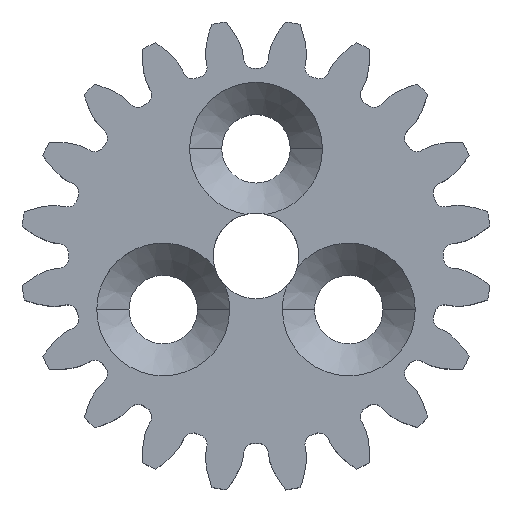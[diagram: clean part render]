
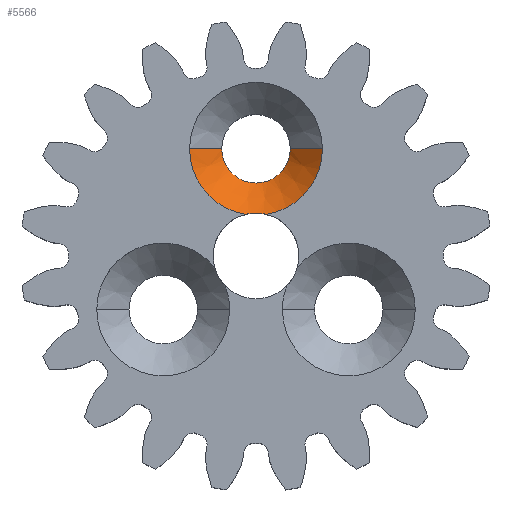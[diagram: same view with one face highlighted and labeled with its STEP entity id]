
A CAD part, top view. The second image highlights one B-rep face of the part: STEP entity #5566.
In plain terms, the highlighted conical face has half-angle 45 degrees and reference radius 3.1 mm.
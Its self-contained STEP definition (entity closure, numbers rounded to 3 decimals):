
#147 = CARTESIAN_POINT ( 'NONE',  ( 3.1, 5., 5.5 ) ) ;
#266 = DIRECTION ( 'NONE',  ( 0., 0., 1. ) ) ;
#310 = ORIENTED_EDGE ( 'NONE', *, *, #5077, .F. ) ;
#320 = ORIENTED_EDGE ( 'NONE', *, *, #5860, .T. ) ;
#344 = AXIS2_PLACEMENT_3D ( 'NONE', #5199, #5159, #902 ) ;
#675 = B_SPLINE_CURVE_WITH_KNOTS ( 'NONE', 3,
 ( #1491, #7117, #3998, #2168, #4594, #3363, #2762, #7032 ),
 .UNSPECIFIED., .F., .F.,
 ( 4, 2, 2, 4 ),
 ( 0., 0., 0.001, 0.001 ),
 .UNSPECIFIED. ) ;
#862 = CIRCLE ( 'NONE', #6087, 3.1 ) ;
#902 = DIRECTION ( 'NONE',  ( 1., 0., 0. ) ) ;
#960 = FACE_OUTER_BOUND ( 'NONE', #5744, .T. ) ;
#1161 = EDGE_CURVE ( 'NONE', #1464, #6567, #7103, .T. ) ;
#1464 = VERTEX_POINT ( 'NONE', #1642 ) ;
#1491 = CARTESIAN_POINT ( 'NONE',  ( -0.49, 1.939, 5.5 ) ) ;
#1506 = ORIENTED_EDGE ( 'NONE', *, *, #3277, .T. ) ;
#1569 = LINE ( 'NONE', #3874, #1846 ) ;
#1642 = CARTESIAN_POINT ( 'NONE',  ( -1.6, 5., 4. ) ) ;
#1846 = VECTOR ( 'NONE', #4470, 1000. ) ;
#1986 = DIRECTION ( 'NONE',  ( 1., 0., 0. ) ) ;
#2168 = CARTESIAN_POINT ( 'NONE',  ( -0.17, 1.994, 5.409 ) ) ;
#2213 = CARTESIAN_POINT ( 'NONE',  ( 1.6, 5., 4. ) ) ;
#2434 = CONICAL_SURFACE ( 'NONE', #6885, 3.1, 0.785 ) ;
#2658 = EDGE_CURVE ( 'NONE', #5706, #6721, #862, .T. ) ;
#2749 = CARTESIAN_POINT ( 'NONE',  ( -3.1, 5., 5.5 ) ) ;
#2762 = CARTESIAN_POINT ( 'NONE',  ( 0.336, 1.978, 5.437 ) ) ;
#3019 = CIRCLE ( 'NONE', #5306, 3.1 ) ;
#3232 = DIRECTION ( 'NONE',  ( 1., 0., 0. ) ) ;
#3277 = EDGE_CURVE ( 'NONE', #5489, #5185, #3019, .T. ) ;
#3310 = LINE ( 'NONE', #2749, #4280 ) ;
#3363 = CARTESIAN_POINT ( 'NONE',  ( 0.168, 2., 5.4 ) ) ;
#3874 = CARTESIAN_POINT ( 'NONE',  ( 3.1, 5., 5.5 ) ) ;
#3998 = CARTESIAN_POINT ( 'NONE',  ( -0.334, 1.974, 5.444 ) ) ;
#4280 = VECTOR ( 'NONE', #6385, 1000. ) ;
#4470 = DIRECTION ( 'NONE',  ( 0.707, 0., 0.707 ) ) ;
#4594 = CARTESIAN_POINT ( 'NONE',  ( -0.084, 2., 5.4 ) ) ;
#4787 = DIRECTION ( 'NONE',  ( 1., 0., 0. ) ) ;
#5077 = EDGE_CURVE ( 'NONE', #6567, #6721, #1569, .T. ) ;
#5091 = ORIENTED_EDGE ( 'NONE', *, *, #1161, .F. ) ;
#5159 = DIRECTION ( 'NONE',  ( 0., 0., 1. ) ) ;
#5185 = VERTEX_POINT ( 'NONE', #5674 ) ;
#5199 = CARTESIAN_POINT ( 'NONE',  ( 0., 5., 4. ) ) ;
#5306 = AXIS2_PLACEMENT_3D ( 'NONE', #7196, #6473, #4787 ) ;
#5352 = ORIENTED_EDGE ( 'NONE', *, *, #2658, .T. ) ;
#5376 = CARTESIAN_POINT ( 'NONE',  ( 0.49, 1.939, 5.5 ) ) ;
#5438 = ORIENTED_EDGE ( 'NONE', *, *, #7034, .T. ) ;
#5489 = VERTEX_POINT ( 'NONE', #7061 ) ;
#5566 = ADVANCED_FACE ( 'NONE', ( #960 ), #2434, .F. ) ;
#5674 = CARTESIAN_POINT ( 'NONE',  ( -0.49, 1.939, 5.5 ) ) ;
#5702 = CARTESIAN_POINT ( 'NONE',  ( 0., 5., 5.5 ) ) ;
#5706 = VERTEX_POINT ( 'NONE', #5376 ) ;
#5744 = EDGE_LOOP ( 'NONE', ( #5091, #5438, #1506, #320, #5352, #310 ) ) ;
#5860 = EDGE_CURVE ( 'NONE', #5185, #5706, #675, .T. ) ;
#6087 = AXIS2_PLACEMENT_3D ( 'NONE', #6287, #266, #1986 ) ;
#6287 = CARTESIAN_POINT ( 'NONE',  ( 0., 5., 5.5 ) ) ;
#6385 = DIRECTION ( 'NONE',  ( -0.707, 0., 0.707 ) ) ;
#6473 = DIRECTION ( 'NONE',  ( 0., 0., 1. ) ) ;
#6567 = VERTEX_POINT ( 'NONE', #2213 ) ;
#6721 = VERTEX_POINT ( 'NONE', #147 ) ;
#6885 = AXIS2_PLACEMENT_3D ( 'NONE', #5702, #7538, #3232 ) ;
#7032 = CARTESIAN_POINT ( 'NONE',  ( 0.49, 1.939, 5.5 ) ) ;
#7034 = EDGE_CURVE ( 'NONE', #1464, #5489, #3310, .T. ) ;
#7061 = CARTESIAN_POINT ( 'NONE',  ( -3.1, 5., 5.5 ) ) ;
#7103 = CIRCLE ( 'NONE', #344, 1.6 ) ;
#7117 = CARTESIAN_POINT ( 'NONE',  ( -0.413, 1.958, 5.469 ) ) ;
#7196 = CARTESIAN_POINT ( 'NONE',  ( 0., 5., 5.5 ) ) ;
#7538 = DIRECTION ( 'NONE',  ( 0., 0., 1. ) ) ;
